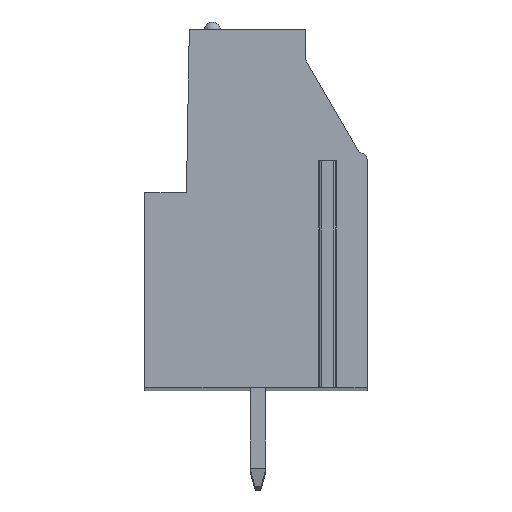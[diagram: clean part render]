
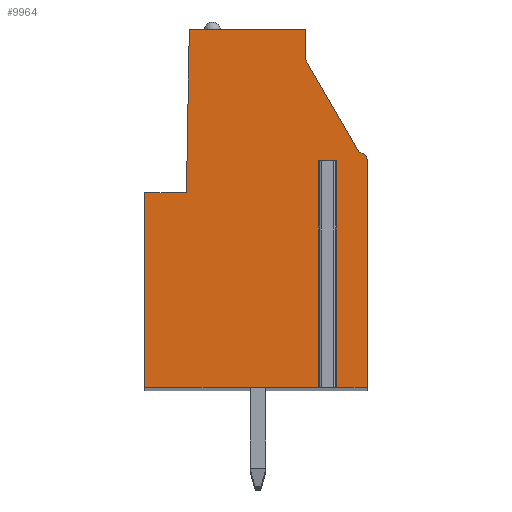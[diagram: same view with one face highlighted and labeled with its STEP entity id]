
A CAD part, top view. The second image highlights one B-rep face of the part: STEP entity #9964.
In plain terms, the highlighted planar face has unit normal (0, 0, 1).
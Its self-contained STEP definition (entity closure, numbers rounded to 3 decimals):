
#1130=DIRECTION('',(1.,0.,0.));
#1131=VECTOR('',#1130,0.5);
#1132=CARTESIAN_POINT('',(3.347,2.4,2.54));
#1133=LINE('',#1132,#1131);
#1134=DIRECTION('',(0.,1.,0.));
#1135=VECTOR('',#1134,11.4);
#1136=CARTESIAN_POINT('',(3.347,-9.,2.54));
#1137=LINE('',#1136,#1135);
#1138=DIRECTION('',(1.,0.,0.));
#1139=VECTOR('',#1138,8.95);
#1140=CARTESIAN_POINT('',(-5.603,-9.,2.54));
#1141=LINE('',#1140,#1139);
#1142=DIRECTION('',(0.,-1.,0.));
#1143=VECTOR('',#1142,9.8);
#1144=CARTESIAN_POINT('',(-5.603,0.8,2.54));
#1145=LINE('',#1144,#1143);
#1146=DIRECTION('',(-1.,0.,0.));
#1147=VECTOR('',#1146,2.1);
#1148=CARTESIAN_POINT('',(-3.503,0.8,2.54));
#1149=LINE('',#1148,#1147);
#1150=DIRECTION('',(-0.017,-1.,0.));
#1151=VECTOR('',#1150,8.201);
#1152=CARTESIAN_POINT('',(-3.36,9.,2.54));
#1153=LINE('',#1152,#1151);
#1154=DIRECTION('',(-1.,0.,0.));
#1155=VECTOR('',#1154,5.86);
#1156=CARTESIAN_POINT('',(2.5,9.,2.54));
#1157=LINE('',#1156,#1155);
#1158=DIRECTION('',(0.,1.,0.));
#1159=VECTOR('',#1158,1.523);
#1160=CARTESIAN_POINT('',(2.5,7.477,2.54));
#1161=LINE('',#1160,#1159);
#1162=DIRECTION('',(-0.5,0.866,0.));
#1163=VECTOR('',#1162,5.394);
#1164=CARTESIAN_POINT('',(5.197,2.805,2.54));
#1165=LINE('',#1164,#1163);
#1166=CARTESIAN_POINT('',(5.197,2.405,2.54));
#1167=DIRECTION('',(0.,0.,1.));
#1168=DIRECTION('',(1.,0.,0.));
#1169=AXIS2_PLACEMENT_3D('',#1166,#1167,#1168);
#1171=DIRECTION('',(0.,1.,0.));
#1172=VECTOR('',#1171,11.405);
#1173=CARTESIAN_POINT('',(5.597,-9.,2.54));
#1174=LINE('',#1173,#1172);
#1175=DIRECTION('',(1.,0.,0.));
#1176=VECTOR('',#1175,1.75);
#1177=CARTESIAN_POINT('',(3.847,-9.,2.54));
#1178=LINE('',#1177,#1176);
#1179=DIRECTION('',(0.,1.,0.));
#1180=VECTOR('',#1179,11.4);
#1181=CARTESIAN_POINT('',(3.847,-9.,2.54));
#1182=LINE('',#1181,#1180);
#7205=CARTESIAN_POINT('',(5.597,-9.,2.54));
#7206=CARTESIAN_POINT('',(5.597,2.405,2.54));
#7207=VERTEX_POINT('',#7205);
#7208=VERTEX_POINT('',#7206);
#7209=CARTESIAN_POINT('',(5.197,2.805,2.54));
#7210=VERTEX_POINT('',#7209);
#7211=CARTESIAN_POINT('',(2.5,7.477,2.54));
#7212=VERTEX_POINT('',#7211);
#7213=CARTESIAN_POINT('',(2.5,9.,2.54));
#7214=VERTEX_POINT('',#7213);
#7215=CARTESIAN_POINT('',(-3.36,9.,2.54));
#7216=VERTEX_POINT('',#7215);
#7217=CARTESIAN_POINT('',(-3.503,0.8,2.54));
#7218=VERTEX_POINT('',#7217);
#7219=CARTESIAN_POINT('',(-5.603,0.8,2.54));
#7220=VERTEX_POINT('',#7219);
#7221=CARTESIAN_POINT('',(-5.603,-9.,2.54));
#7222=VERTEX_POINT('',#7221);
#7259=CARTESIAN_POINT('',(3.347,2.4,2.54));
#7260=CARTESIAN_POINT('',(3.847,2.4,2.54));
#7261=VERTEX_POINT('',#7259);
#7262=VERTEX_POINT('',#7260);
#7263=CARTESIAN_POINT('',(3.347,-9.,2.54));
#7264=VERTEX_POINT('',#7263);
#7265=CARTESIAN_POINT('',(3.847,-9.,2.54));
#7266=VERTEX_POINT('',#7265);
#9941=CARTESIAN_POINT('',(0.,0.,2.54));
#9942=DIRECTION('',(0.,0.,1.));
#9943=DIRECTION('',(1.,0.,0.));
#9944=AXIS2_PLACEMENT_3D('',#9941,#9942,#9943);
#9945=PLANE('',#9944);
#9947=ORIENTED_EDGE('',*,*,#9946,.F.);
#9949=ORIENTED_EDGE('',*,*,#9948,.F.);
#9950=ORIENTED_EDGE('',*,*,#9157,.F.);
#9951=ORIENTED_EDGE('',*,*,#9462,.F.);
#9952=ORIENTED_EDGE('',*,*,#9476,.F.);
#9953=ORIENTED_EDGE('',*,*,#9490,.F.);
#9954=ORIENTED_EDGE('',*,*,#9504,.F.);
#9955=ORIENTED_EDGE('',*,*,#9704,.F.);
#9956=ORIENTED_EDGE('',*,*,#9718,.F.);
#9957=ORIENTED_EDGE('',*,*,#9732,.F.);
#9958=ORIENTED_EDGE('',*,*,#9745,.F.);
#9959=ORIENTED_EDGE('',*,*,#9169,.F.);
#9961=ORIENTED_EDGE('',*,*,#9960,.T.);
#9962=EDGE_LOOP('',(#9947,#9949,#9950,#9951,#9952,#9953,#9954,#9955,#9956,#9957,
#9958,#9959,#9961));
#9963=FACE_OUTER_BOUND('',#9962,.F.);
#1170=CIRCLE('',#1169,0.4);
#9157=EDGE_CURVE('',#7222,#7264,#1141,.T.);
#9169=EDGE_CURVE('',#7266,#7207,#1178,.T.);
#9462=EDGE_CURVE('',#7220,#7222,#1145,.T.);
#9476=EDGE_CURVE('',#7218,#7220,#1149,.T.);
#9490=EDGE_CURVE('',#7216,#7218,#1153,.T.);
#9504=EDGE_CURVE('',#7214,#7216,#1157,.T.);
#9704=EDGE_CURVE('',#7212,#7214,#1161,.T.);
#9718=EDGE_CURVE('',#7210,#7212,#1165,.T.);
#9732=EDGE_CURVE('',#7208,#7210,#1170,.T.);
#9745=EDGE_CURVE('',#7207,#7208,#1174,.T.);
#9946=EDGE_CURVE('',#7261,#7262,#1133,.T.);
#9948=EDGE_CURVE('',#7264,#7261,#1137,.T.);
#9960=EDGE_CURVE('',#7266,#7262,#1182,.T.);
#9964=ADVANCED_FACE('',(#9963),#9945,.T.);
